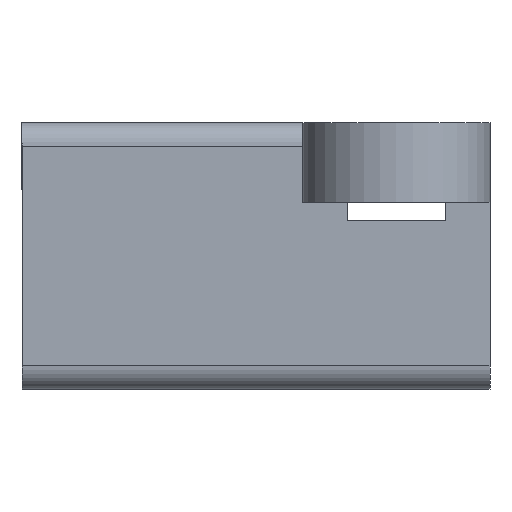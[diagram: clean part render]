
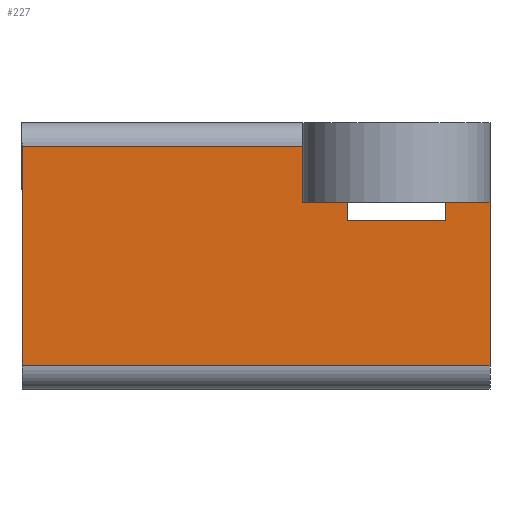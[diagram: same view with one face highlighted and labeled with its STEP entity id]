
A CAD part, left-side view. The second image highlights one B-rep face of the part: STEP entity #227.
In plain terms, the highlighted planar face has unit normal (-1, 0, 0).
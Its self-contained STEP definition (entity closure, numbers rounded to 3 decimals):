
#32 = VERTEX_POINT('',#33);
#33 = CARTESIAN_POINT('',(-7.4,0.,4.));
#40 = EDGE_CURVE('',#32,#41,#43,.T.);
#41 = VERTEX_POINT('',#42);
#42 = CARTESIAN_POINT('',(-7.4,0.,-5.4));
#43 = LINE('',#44,#45);
#44 = CARTESIAN_POINT('',(-7.4,0.,4.));
#45 = VECTOR('',#46,1.);
#46 = DIRECTION('',(0.,0.,-1.));
#209 = VERTEX_POINT('',#210);
#210 = CARTESIAN_POINT('',(-7.4,-12.,4.));
#217 = EDGE_CURVE('',#32,#209,#218,.T.);
#218 = LINE('',#219,#220);
#219 = CARTESIAN_POINT('',(-7.4,0.,4.));
#220 = VECTOR('',#221,1.);
#221 = DIRECTION('',(0.,-1.,0.));
#227 = ADVANCED_FACE('',(#228),#294,.F.);
#228 = FACE_BOUND('',#229,.F.);
#229 = EDGE_LOOP('',(#230,#231,#232,#240,#248,#256,#264,#272,#280,#288)
  );
#230 = ORIENTED_EDGE('',*,*,#40,.F.);
#231 = ORIENTED_EDGE('',*,*,#217,.T.);
#232 = ORIENTED_EDGE('',*,*,#233,.F.);
#233 = EDGE_CURVE('',#234,#209,#236,.T.);
#234 = VERTEX_POINT('',#235);
#235 = CARTESIAN_POINT('',(-7.4,-12.,1.6));
#236 = LINE('',#237,#238);
#237 = CARTESIAN_POINT('',(-7.4,-12.,4.5));
#238 = VECTOR('',#239,1.);
#239 = DIRECTION('',(0.,0.,1.));
#240 = ORIENTED_EDGE('',*,*,#241,.T.);
#241 = EDGE_CURVE('',#234,#242,#244,.T.);
#242 = VERTEX_POINT('',#243);
#243 = CARTESIAN_POINT('',(-7.4,-13.9,1.6));
#244 = LINE('',#245,#246);
#245 = CARTESIAN_POINT('',(-7.4,-8.,1.6));
#246 = VECTOR('',#247,1.);
#247 = DIRECTION('',(0.,-1.,0.));
#248 = ORIENTED_EDGE('',*,*,#249,.F.);
#249 = EDGE_CURVE('',#250,#242,#252,.T.);
#250 = VERTEX_POINT('',#251);
#251 = CARTESIAN_POINT('',(-7.4,-13.9,0.8));
#252 = LINE('',#253,#254);
#253 = CARTESIAN_POINT('',(-7.4,-13.9,2.4));
#254 = VECTOR('',#255,1.);
#255 = DIRECTION('',(0.,0.,1.));
#256 = ORIENTED_EDGE('',*,*,#257,.F.);
#257 = EDGE_CURVE('',#258,#250,#260,.T.);
#258 = VERTEX_POINT('',#259);
#259 = CARTESIAN_POINT('',(-7.4,-18.1,0.8));
#260 = LINE('',#261,#262);
#261 = CARTESIAN_POINT('',(-7.4,-9.05,0.8));
#262 = VECTOR('',#263,1.);
#263 = DIRECTION('',(0.,1.,0.));
#264 = ORIENTED_EDGE('',*,*,#265,.F.);
#265 = EDGE_CURVE('',#266,#258,#268,.T.);
#266 = VERTEX_POINT('',#267);
#267 = CARTESIAN_POINT('',(-7.4,-18.1,1.6));
#268 = LINE('',#269,#270);
#269 = CARTESIAN_POINT('',(-7.4,-18.1,3.8));
#270 = VECTOR('',#271,1.);
#271 = DIRECTION('',(0.,0.,-1.));
#272 = ORIENTED_EDGE('',*,*,#273,.T.);
#273 = EDGE_CURVE('',#266,#274,#276,.T.);
#274 = VERTEX_POINT('',#275);
#275 = CARTESIAN_POINT('',(-7.4,-20.,1.6));
#276 = LINE('',#277,#278);
#277 = CARTESIAN_POINT('',(-7.4,-8.,1.6));
#278 = VECTOR('',#279,1.);
#279 = DIRECTION('',(0.,-1.,0.));
#280 = ORIENTED_EDGE('',*,*,#281,.T.);
#281 = EDGE_CURVE('',#274,#282,#284,.T.);
#282 = VERTEX_POINT('',#283);
#283 = CARTESIAN_POINT('',(-7.4,-20.,-5.4));
#284 = LINE('',#285,#286);
#285 = CARTESIAN_POINT('',(-7.4,-20.,4.));
#286 = VECTOR('',#287,1.);
#287 = DIRECTION('',(0.,0.,-1.));
#288 = ORIENTED_EDGE('',*,*,#289,.F.);
#289 = EDGE_CURVE('',#41,#282,#290,.T.);
#290 = LINE('',#291,#292);
#291 = CARTESIAN_POINT('',(-7.4,0.,-5.4));
#292 = VECTOR('',#293,1.);
#293 = DIRECTION('',(0.,-1.,0.));
#294 = PLANE('',#295);
#295 = AXIS2_PLACEMENT_3D('',#296,#297,#298);
#296 = CARTESIAN_POINT('',(-7.4,0.,4.));
#297 = DIRECTION('',(1.,0.,0.));
#298 = DIRECTION('',(0.,0.,-1.));
